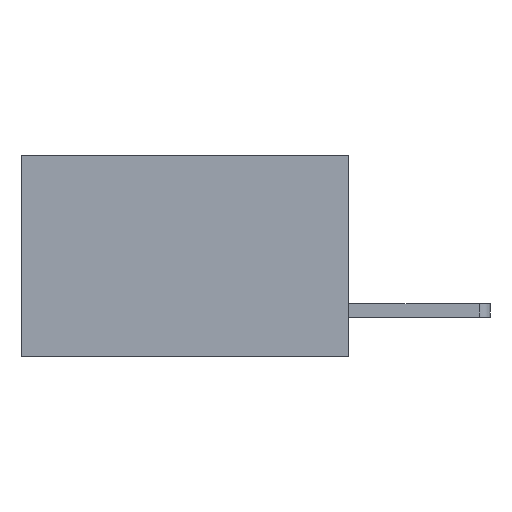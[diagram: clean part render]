
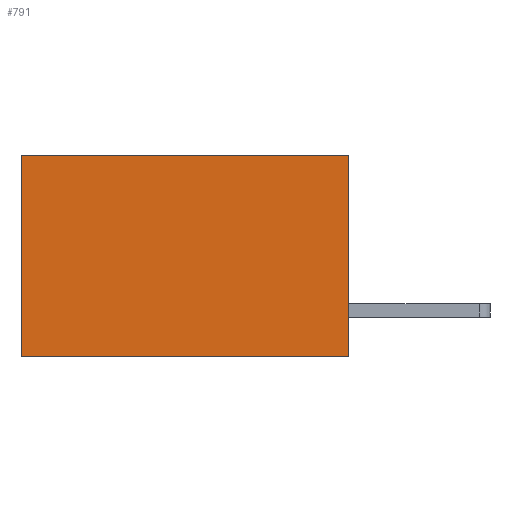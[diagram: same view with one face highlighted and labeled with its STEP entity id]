
A CAD part, left-side view. The second image highlights one B-rep face of the part: STEP entity #791.
In plain terms, the highlighted planar face has unit normal (-1, 0, 0).
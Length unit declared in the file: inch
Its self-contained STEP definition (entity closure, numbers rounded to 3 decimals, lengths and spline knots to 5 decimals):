
#468 = CARTESIAN_POINT ( 'NONE',  ( 0.2615, 0.6, 0. ) ) ;
#742 = EDGE_CURVE ( 'NONE', #3006, #7249, #7845, .T. ) ;
#791 = ADVANCED_FACE ( 'NONE', ( #2522 ), #7280, .F. ) ;
#836 = VECTOR ( 'NONE', #7221, 39.37008 ) ;
#1180 = VECTOR ( 'NONE', #4908, 39.37008 ) ;
#1382 = LINE ( 'NONE', #4276, #1180 ) ;
#1643 = ORIENTED_EDGE ( 'NONE', *, *, #6288, .F. ) ;
#1775 = CARTESIAN_POINT ( 'NONE',  ( 0.2615, 0., -0.37 ) ) ;
#1927 = CARTESIAN_POINT ( 'NONE',  ( 0.2615, 0., 0. ) ) ;
#2130 = LINE ( 'NONE', #1775, #6848 ) ;
#2522 = FACE_OUTER_BOUND ( 'NONE', #4984, .T. ) ;
#3006 = VERTEX_POINT ( 'NONE', #468 ) ;
#3492 = EDGE_CURVE ( 'NONE', #6459, #3006, #1382, .T. ) ;
#3599 = DIRECTION ( 'NONE',  ( 1., 0., 0. ) ) ;
#4276 = CARTESIAN_POINT ( 'NONE',  ( 0.2615, 0., 0. ) ) ;
#4459 = EDGE_CURVE ( 'NONE', #7296, #7249, #5930, .T. ) ;
#4908 = DIRECTION ( 'NONE',  ( 0., 1., 0. ) ) ;
#4984 = EDGE_LOOP ( 'NONE', ( #7890, #5951, #1643, #5122 ) ) ;
#5122 = ORIENTED_EDGE ( 'NONE', *, *, #3492, .T. ) ;
#5403 = DIRECTION ( 'NONE',  ( 0., 0., -1. ) ) ;
#5430 = CARTESIAN_POINT ( 'NONE',  ( 0.2615, 0., -0.37 ) ) ;
#5917 = CARTESIAN_POINT ( 'NONE',  ( 0.2615, 0., -0.37 ) ) ;
#5930 = LINE ( 'NONE', #6612, #836 ) ;
#5951 = ORIENTED_EDGE ( 'NONE', *, *, #4459, .F. ) ;
#6288 = EDGE_CURVE ( 'NONE', #6459, #7296, #2130, .T. ) ;
#6459 = VERTEX_POINT ( 'NONE', #1927 ) ;
#6612 = CARTESIAN_POINT ( 'NONE',  ( 0.2615, 0., -0.37 ) ) ;
#6616 = CARTESIAN_POINT ( 'NONE',  ( 0.2615, 0.6, -0.37 ) ) ;
#6848 = VECTOR ( 'NONE', #7304, 39.37008 ) ;
#7221 = DIRECTION ( 'NONE',  ( 0., 1., 0. ) ) ;
#7244 = AXIS2_PLACEMENT_3D ( 'NONE', #5430, #3599, #7911 ) ;
#7249 = VERTEX_POINT ( 'NONE', #7704 ) ;
#7280 = PLANE ( 'NONE',  #7244 ) ;
#7296 = VERTEX_POINT ( 'NONE', #5917 ) ;
#7304 = DIRECTION ( 'NONE',  ( 0., 0., -1. ) ) ;
#7642 = VECTOR ( 'NONE', #5403, 39.37008 ) ;
#7704 = CARTESIAN_POINT ( 'NONE',  ( 0.2615, 0.6, -0.37 ) ) ;
#7845 = LINE ( 'NONE', #6616, #7642 ) ;
#7890 = ORIENTED_EDGE ( 'NONE', *, *, #742, .T. ) ;
#7911 = DIRECTION ( 'NONE',  ( 0., 0., -1. ) ) ;
